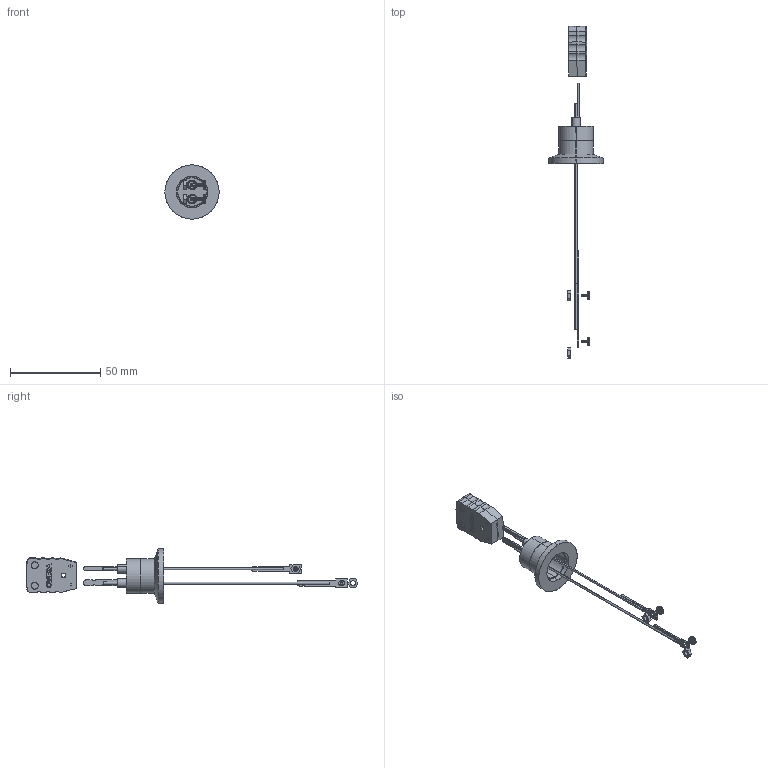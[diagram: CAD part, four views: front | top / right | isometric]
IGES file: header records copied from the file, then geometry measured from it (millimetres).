
Start section: SolidWorks IGES file using analytic representation for surfaces
Global section: file name: 13563-01-KF.IGS; native system: SolidWorks 2012; preprocessor: SolidWorks 2012; author: Lee Sanders; date: 120531.162557; units: inch
Bounding box: 29.97 x 183.54 x 29.97 mm (x, y, z)
Surface area: 8502.7 mm2 (no closed solid volume)
Topology: 0 solids, 0 shells, 724 faces, 6837 edges, 6837 vertices
Faces by surface type: bspline 465, revolution 259
